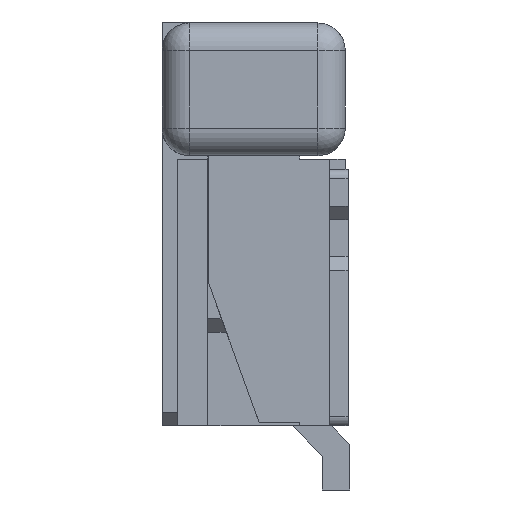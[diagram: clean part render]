
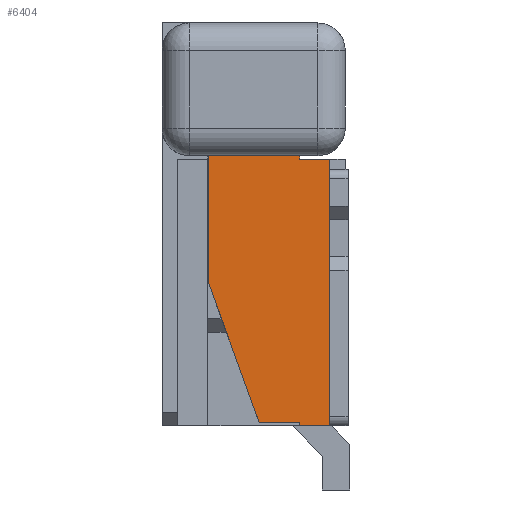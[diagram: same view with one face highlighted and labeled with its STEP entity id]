
A CAD part, left-side view. The second image highlights one B-rep face of the part: STEP entity #6404.
In plain terms, the highlighted planar face has unit normal (-1, 0, 0).
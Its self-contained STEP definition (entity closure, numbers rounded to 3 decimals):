
#504=DIRECTION('',(0.,0.,-1.));
#505=VECTOR('',#504,1.399);
#506=CARTESIAN_POINT('',(-6.37,0.49,-1.45));
#507=LINE('',#506,#505);
#524=DIRECTION('',(0.,0.,-1.));
#525=VECTOR('',#524,0.04);
#526=CARTESIAN_POINT('',(-6.37,-0.5,-1.45));
#527=LINE('',#526,#525);
#528=DIRECTION('',(0.,1.,0.));
#529=VECTOR('',#528,0.33);
#530=CARTESIAN_POINT('',(-6.37,-0.83,-1.49));
#531=LINE('',#530,#529);
#532=DIRECTION('',(0.,0.,1.));
#533=VECTOR('',#532,0.04);
#534=CARTESIAN_POINT('',(-6.37,-0.5,-4.4));
#535=LINE('',#534,#533);
#536=DIRECTION('',(0.,-0.342,-0.94));
#537=VECTOR('',#536,1.608);
#538=CARTESIAN_POINT('',(-6.37,0.49,-2.849));
#539=LINE('',#538,#537);
#540=DIRECTION('',(0.,-1.,0.));
#541=VECTOR('',#540,0.99);
#542=CARTESIAN_POINT('',(-6.37,0.49,-1.45));
#543=LINE('',#542,#541);
#601=DIRECTION('',(0.,0.,-1.));
#602=VECTOR('',#601,0.11);
#603=CARTESIAN_POINT('',(-6.37,-0.83,-1.49));
#604=LINE('',#603,#602);
#668=DIRECTION('',(0.,0.,1.));
#669=VECTOR('',#668,2.8);
#670=CARTESIAN_POINT('',(-6.37,-0.83,-4.4));
#671=LINE('',#670,#669);
#788=DIRECTION('',(0.,-1.,0.));
#789=VECTOR('',#788,0.33);
#790=CARTESIAN_POINT('',(-6.37,-0.5,-4.4));
#791=LINE('',#790,#789);
#4380=DIRECTION('',(0.,-1.,0.));
#4381=VECTOR('',#4380,0.44);
#4382=CARTESIAN_POINT('',(-6.37,-0.06,-4.36));
#4383=LINE('',#4382,#4381);
#4685=CARTESIAN_POINT('',(-6.37,-0.5,-1.45));
#4687=VERTEX_POINT('',#4685);
#4688=CARTESIAN_POINT('',(-6.37,-0.5,-1.49));
#4690=VERTEX_POINT('',#4688);
#4994=CARTESIAN_POINT('',(-6.37,-0.5,-4.4));
#4995=VERTEX_POINT('',#4994);
#5002=CARTESIAN_POINT('',(-6.37,0.49,-1.45));
#5003=VERTEX_POINT('',#5002);
#5004=CARTESIAN_POINT('',(-6.37,-0.5,-4.36));
#5006=VERTEX_POINT('',#5004);
#5048=CARTESIAN_POINT('',(-6.37,0.49,-2.849));
#5049=CARTESIAN_POINT('',(-6.37,-0.06,-4.36));
#5050=VERTEX_POINT('',#5048);
#5051=VERTEX_POINT('',#5049);
#5126=CARTESIAN_POINT('',(-6.37,-0.83,-4.4));
#5127=VERTEX_POINT('',#5126);
#5128=CARTESIAN_POINT('',(-6.37,-0.83,-1.6));
#5129=VERTEX_POINT('',#5128);
#5154=CARTESIAN_POINT('',(-6.37,-0.83,-1.49));
#5155=VERTEX_POINT('',#5154);
#6383=CARTESIAN_POINT('',(-6.37,0.83,-1.45));
#6384=DIRECTION('',(-1.,0.,0.));
#6385=DIRECTION('',(0.,-1.,0.));
#6386=AXIS2_PLACEMENT_3D('',#6383,#6384,#6385);
#6387=PLANE('',#6386);
#6388=ORIENTED_EDGE('',*,*,#6213,.T.);
#6389=ORIENTED_EDGE('',*,*,#6241,.F.);
#6391=ORIENTED_EDGE('',*,*,#6390,.T.);
#6393=ORIENTED_EDGE('',*,*,#6392,.F.);
#6395=ORIENTED_EDGE('',*,*,#6394,.F.);
#6396=ORIENTED_EDGE('',*,*,#6264,.T.);
#6398=ORIENTED_EDGE('',*,*,#6397,.F.);
#6399=ORIENTED_EDGE('',*,*,#6367,.F.);
#6400=ORIENTED_EDGE('',*,*,#6341,.F.);
#6401=ORIENTED_EDGE('',*,*,#6114,.T.);
#6402=EDGE_LOOP('',(#6388,#6389,#6391,#6393,#6395,#6396,#6398,#6399,#6400,
#6401));
#6403=FACE_OUTER_BOUND('',#6402,.F.);
#6114=EDGE_CURVE('',#5003,#4687,#543,.T.);
#6213=EDGE_CURVE('',#4687,#4690,#527,.T.);
#6241=EDGE_CURVE('',#5155,#4690,#531,.T.);
#6264=EDGE_CURVE('',#4995,#5006,#535,.T.);
#6341=EDGE_CURVE('',#5003,#5050,#507,.T.);
#6367=EDGE_CURVE('',#5050,#5051,#539,.T.);
#6390=EDGE_CURVE('',#5155,#5129,#604,.T.);
#6392=EDGE_CURVE('',#5127,#5129,#671,.T.);
#6394=EDGE_CURVE('',#4995,#5127,#791,.T.);
#6397=EDGE_CURVE('',#5051,#5006,#4383,.T.);
#6404=ADVANCED_FACE('',(#6403),#6387,.T.);
